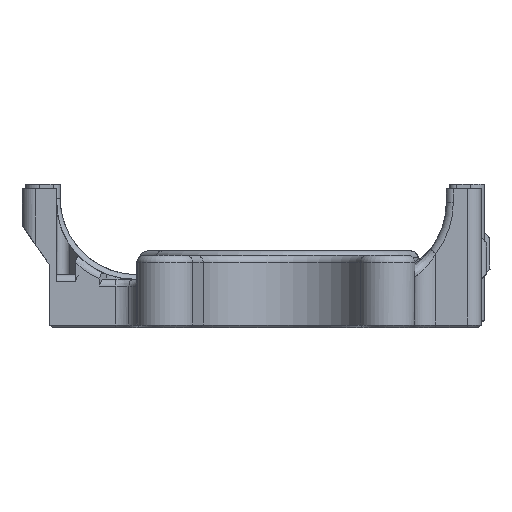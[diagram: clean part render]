
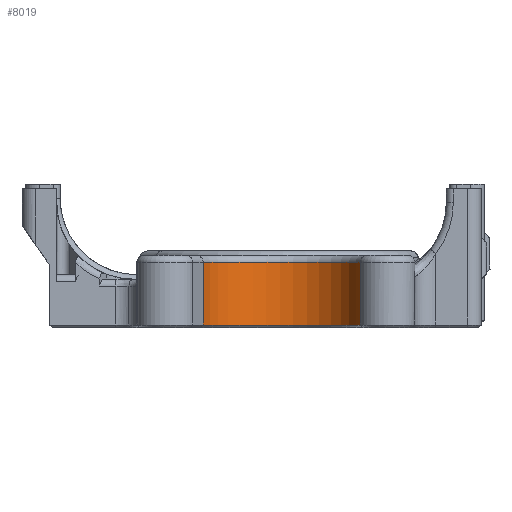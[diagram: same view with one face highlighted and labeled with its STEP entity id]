
A CAD part, left-side view. The second image highlights one B-rep face of the part: STEP entity #8019.
In plain terms, the highlighted cylindrical face has radius 12 mm (diameter 24 mm), a partial arc.
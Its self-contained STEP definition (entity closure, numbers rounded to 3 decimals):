
#483=FACE_OUTER_BOUND('',#942,.T.);
#942=EDGE_LOOP('',(#5411,#5412,#5413,#5414));
#1509=LINE('',#12123,#2232);
#1510=LINE('',#12126,#2233);
#2232=VECTOR('',#9453,12.);
#2233=VECTOR('',#9456,10.);
#2939=CIRCLE('',#8512,12.);
#2946=CIRCLE('',#8523,12.);
#3303=VERTEX_POINT('',#12035);
#3307=VERTEX_POINT('',#12096);
#3309=VERTEX_POINT('',#12102);
#3315=VERTEX_POINT('',#12124);
#4126=EDGE_CURVE('',#3307,#3309,#2939,.T.);
#4135=EDGE_CURVE('',#3307,#3303,#1509,.T.);
#4136=EDGE_CURVE('',#3315,#3303,#2946,.T.);
#4137=EDGE_CURVE('',#3309,#3315,#1510,.T.);
#5411=ORIENTED_EDGE('',*,*,#4126,.F.);
#5412=ORIENTED_EDGE('',*,*,#4135,.T.);
#5413=ORIENTED_EDGE('',*,*,#4136,.F.);
#5414=ORIENTED_EDGE('',*,*,#4137,.F.);
#7834=CYLINDRICAL_SURFACE('',#8522,12.);
#8019=ADVANCED_FACE('',(#483),#7834,.F.);
#8512=AXIS2_PLACEMENT_3D('',#12106,#9429,#9430);
#8522=AXIS2_PLACEMENT_3D('',#12122,#9451,#9452);
#8523=AXIS2_PLACEMENT_3D('',#12125,#9454,#9455);
#9429=DIRECTION('center_axis',(0.,1.,0.));
#9430=DIRECTION('ref_axis',(0.996,0.,-0.084));
#9451=DIRECTION('center_axis',(0.,-1.,0.));
#9452=DIRECTION('ref_axis',(1.,0.,0.));
#9453=DIRECTION('',(0.,1.,0.));
#9454=DIRECTION('center_axis',(0.,-1.,0.));
#9455=DIRECTION('ref_axis',(1.,0.,0.));
#9456=DIRECTION('',(0.,1.,0.));
#12035=CARTESIAN_POINT('',(-5.286,-18.4,98.044));
#12096=CARTESIAN_POINT('',(-5.286,-27.399,98.044));
#12102=CARTESIAN_POINT('',(-7.2,-27.399,75.477));
#12106=CARTESIAN_POINT('Origin',(-10.2,-27.399,87.096));
#12122=CARTESIAN_POINT('Origin',(-10.2,-28.399,87.096));
#12123=CARTESIAN_POINT('',(-5.286,-28.399,98.044));
#12124=CARTESIAN_POINT('',(-7.2,-18.4,75.477));
#12125=CARTESIAN_POINT('Origin',(-10.2,-18.4,87.096));
#12126=CARTESIAN_POINT('',(-7.2,-28.399,75.477));
